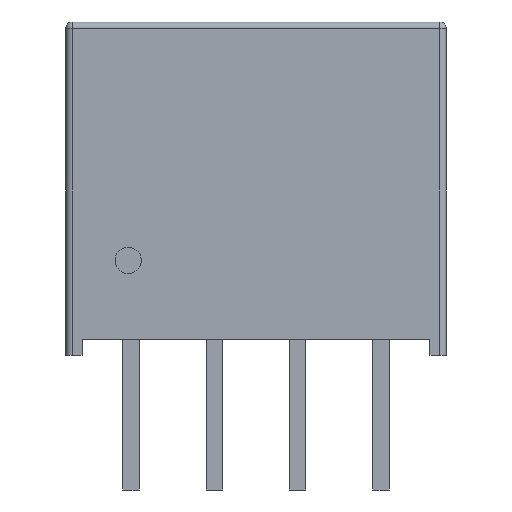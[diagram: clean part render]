
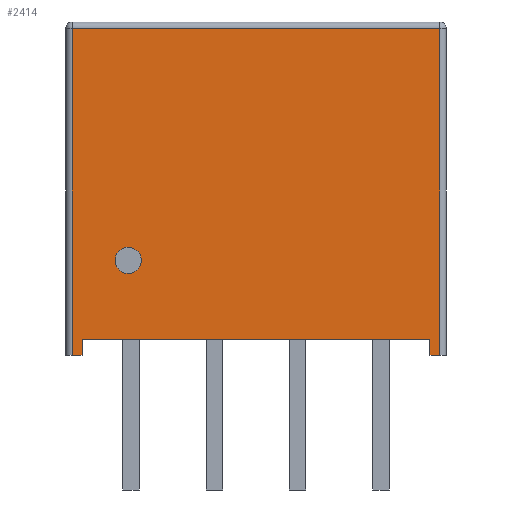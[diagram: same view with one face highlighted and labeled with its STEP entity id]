
A CAD part, front view. The second image highlights one B-rep face of the part: STEP entity #2414.
In plain terms, the highlighted planar face has unit normal (0, -1, 0).
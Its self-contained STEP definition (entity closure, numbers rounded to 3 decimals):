
#439 = CARTESIAN_POINT ( 'NONE',  ( 5.6, -3., 9.96 ) ) ;
#544 = DIRECTION ( 'NONE',  ( -1., 0., 0. ) ) ;
#556 = EDGE_CURVE ( 'NONE', #1183, #8381, #6249, .T. ) ;
#667 = CARTESIAN_POINT ( 'NONE',  ( 5.8, -3., 0. ) ) ;
#778 = DIRECTION ( 'NONE',  ( -1., 0., 0. ) ) ;
#846 = LINE ( 'NONE', #667, #6912 ) ;
#1183 = VERTEX_POINT ( 'NONE', #3300 ) ;
#1368 = PLANE ( 'NONE',  #1544 ) ;
#1544 = AXIS2_PLACEMENT_3D ( 'NONE', #12911, #15709, #544 ) ;
#1822 = LINE ( 'NONE', #11805, #11889 ) ;
#2205 = ORIENTED_EDGE ( 'NONE', *, *, #2423, .T. ) ;
#2414 = ADVANCED_FACE ( 'NONE', ( #7576, #6442 ), #1368, .F. ) ;
#2423 = EDGE_CURVE ( 'NONE', #10204, #11287, #8132, .T. ) ;
#2557 = EDGE_CURVE ( 'NONE', #5598, #9471, #13484, .T. ) ;
#3093 = EDGE_CURVE ( 'NONE', #7145, #15103, #12547, .T. ) ;
#3300 = CARTESIAN_POINT ( 'NONE',  ( 5.6, -3., 0. ) ) ;
#3539 = DIRECTION ( 'NONE',  ( 0., 0., -1. ) ) ;
#3662 = CARTESIAN_POINT ( 'NONE',  ( 5.3, -3., 0.5 ) ) ;
#4556 = DIRECTION ( 'NONE',  ( -1., 0., 0. ) ) ;
#4595 = CARTESIAN_POINT ( 'NONE',  ( -5.6, -3., 9.96 ) ) ;
#4771 = EDGE_CURVE ( 'NONE', #14731, #10204, #16198, .T. ) ;
#5297 = CARTESIAN_POINT ( 'NONE',  ( 5.3, -3., 0. ) ) ;
#5524 = DIRECTION ( 'NONE',  ( 1., 0., 0. ) ) ;
#5598 = VERTEX_POINT ( 'NONE', #3662 ) ;
#5659 = DIRECTION ( 'NONE',  ( 1., 0., 0. ) ) ;
#5837 = DIRECTION ( 'NONE',  ( -1., 0., 0. ) ) ;
#6249 = LINE ( 'NONE', #8882, #12905 ) ;
#6405 = DIRECTION ( 'NONE',  ( 0., 0., 1. ) ) ;
#6442 = FACE_OUTER_BOUND ( 'NONE', #12811, .T. ) ;
#6508 = ORIENTED_EDGE ( 'NONE', *, *, #3093, .T. ) ;
#6899 = CARTESIAN_POINT ( 'NONE',  ( 5.8, -3., 0. ) ) ;
#6912 = VECTOR ( 'NONE', #5659, 1000. ) ;
#7145 = VERTEX_POINT ( 'NONE', #13708 ) ;
#7219 = VECTOR ( 'NONE', #10295, 1000. ) ;
#7411 = ORIENTED_EDGE ( 'NONE', *, *, #11247, .T. ) ;
#7440 = CARTESIAN_POINT ( 'NONE',  ( -5.8, -3., 9.96 ) ) ;
#7575 = ORIENTED_EDGE ( 'NONE', *, *, #10033, .F. ) ;
#7576 = FACE_BOUND ( 'NONE', #10238, .T. ) ;
#8081 = ORIENTED_EDGE ( 'NONE', *, *, #4771, .T. ) ;
#8132 = LINE ( 'NONE', #6899, #9650 ) ;
#8300 = VECTOR ( 'NONE', #13627, 1000. ) ;
#8381 = VERTEX_POINT ( 'NONE', #439 ) ;
#8448 = EDGE_CURVE ( 'NONE', #9471, #11287, #1822, .T. ) ;
#8467 = EDGE_CURVE ( 'NONE', #15941, #1183, #846, .T. ) ;
#8881 = AXIS2_PLACEMENT_3D ( 'NONE', #9440, #14453, #778 ) ;
#8882 = CARTESIAN_POINT ( 'NONE',  ( 5.6, -3., 10.16 ) ) ;
#9131 = CARTESIAN_POINT ( 'NONE',  ( 5.3, -3., 0. ) ) ;
#9440 = CARTESIAN_POINT ( 'NONE',  ( -3.894, -3., 2.896 ) ) ;
#9471 = VERTEX_POINT ( 'NONE', #15760 ) ;
#9537 = VECTOR ( 'NONE', #3539, 1000. ) ;
#9650 = VECTOR ( 'NONE', #5524, 1000. ) ;
#9680 = DIRECTION ( 'NONE',  ( 0., 1., 0. ) ) ;
#9911 = AXIS2_PLACEMENT_3D ( 'NONE', #12123, #9680, #4556 ) ;
#9979 = ORIENTED_EDGE ( 'NONE', *, *, #2557, .F. ) ;
#10033 = EDGE_CURVE ( 'NONE', #15941, #5598, #11511, .T. ) ;
#10204 = VERTEX_POINT ( 'NONE', #14897 ) ;
#10238 = EDGE_LOOP ( 'NONE', ( #6508, #7411 ) ) ;
#10295 = DIRECTION ( 'NONE',  ( 0., 0., 1. ) ) ;
#10331 = ORIENTED_EDGE ( 'NONE', *, *, #8467, .T. ) ;
#10446 = ORIENTED_EDGE ( 'NONE', *, *, #556, .T. ) ;
#10989 = EDGE_CURVE ( 'NONE', #8381, #14731, #12464, .T. ) ;
#11071 = CARTESIAN_POINT ( 'NONE',  ( -5.6, -3., 10.16 ) ) ;
#11192 = CIRCLE ( 'NONE', #9911, 0.4 ) ;
#11247 = EDGE_CURVE ( 'NONE', #15103, #7145, #11192, .T. ) ;
#11287 = VERTEX_POINT ( 'NONE', #13615 ) ;
#11491 = ORIENTED_EDGE ( 'NONE', *, *, #10989, .T. ) ;
#11511 = LINE ( 'NONE', #5297, #7219 ) ;
#11805 = CARTESIAN_POINT ( 'NONE',  ( -5.3, -3., 0. ) ) ;
#11889 = VECTOR ( 'NONE', #13124, 1000. ) ;
#12123 = CARTESIAN_POINT ( 'NONE',  ( -3.894, -3., 2.896 ) ) ;
#12226 = CARTESIAN_POINT ( 'NONE',  ( -4.294, -3., 2.896 ) ) ;
#12464 = LINE ( 'NONE', #7440, #8300 ) ;
#12547 = CIRCLE ( 'NONE', #8881, 0.4 ) ;
#12811 = EDGE_LOOP ( 'NONE', ( #10331, #10446, #11491, #8081, #2205, #14968, #9979, #7575 ) ) ;
#12905 = VECTOR ( 'NONE', #6405, 1000. ) ;
#12911 = CARTESIAN_POINT ( 'NONE',  ( 5.8, -3., 10.16 ) ) ;
#13124 = DIRECTION ( 'NONE',  ( 0., 0., -1. ) ) ;
#13484 = LINE ( 'NONE', #16117, #14362 ) ;
#13615 = CARTESIAN_POINT ( 'NONE',  ( -5.3, -3., 0. ) ) ;
#13627 = DIRECTION ( 'NONE',  ( -1., 0., 0. ) ) ;
#13708 = CARTESIAN_POINT ( 'NONE',  ( -3.494, -3., 2.896 ) ) ;
#14362 = VECTOR ( 'NONE', #5837, 1000. ) ;
#14453 = DIRECTION ( 'NONE',  ( 0., 1., 0. ) ) ;
#14731 = VERTEX_POINT ( 'NONE', #4595 ) ;
#14897 = CARTESIAN_POINT ( 'NONE',  ( -5.6, -3., 0. ) ) ;
#14968 = ORIENTED_EDGE ( 'NONE', *, *, #8448, .F. ) ;
#15103 = VERTEX_POINT ( 'NONE', #12226 ) ;
#15709 = DIRECTION ( 'NONE',  ( 0., 1., 0. ) ) ;
#15760 = CARTESIAN_POINT ( 'NONE',  ( -5.3, -3., 0.5 ) ) ;
#15941 = VERTEX_POINT ( 'NONE', #9131 ) ;
#16117 = CARTESIAN_POINT ( 'NONE',  ( -5.3, -3., 0.5 ) ) ;
#16198 = LINE ( 'NONE', #11071, #9537 ) ;
